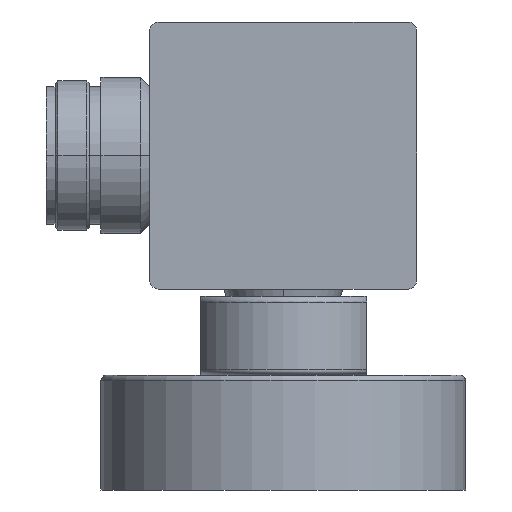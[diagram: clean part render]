
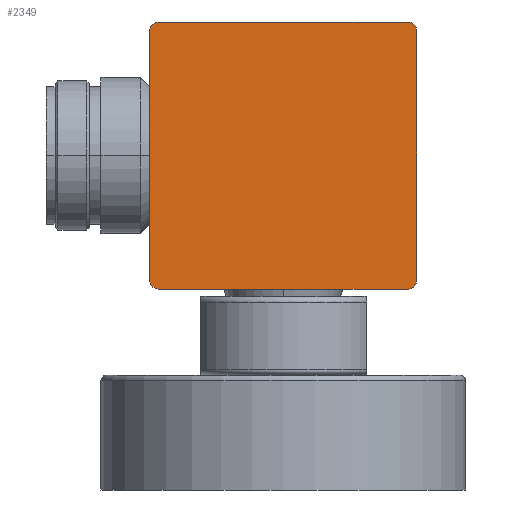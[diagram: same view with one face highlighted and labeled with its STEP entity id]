
A CAD part, left-side view. The second image highlights one B-rep face of the part: STEP entity #2349.
In plain terms, the highlighted planar face has unit normal (-1, 0, 0).
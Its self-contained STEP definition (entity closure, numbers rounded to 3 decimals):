
#24=DIRECTION('',(0.,-1.,0.));
#25=VECTOR('',#24,43.5);
#26=CARTESIAN_POINT('',(-95.,21.75,23.25));
#27=LINE('',#26,#25);
#40=CARTESIAN_POINT('',(-95.,-21.75,21.75));
#41=DIRECTION('',(-1.,0.,0.));
#42=DIRECTION('',(0.,-1.,0.));
#43=AXIS2_PLACEMENT_3D('',#40,#41,#42);
#60=CARTESIAN_POINT('',(-95.,21.75,21.75));
#61=DIRECTION('',(-1.,0.,0.));
#62=DIRECTION('',(0.,0.,1.));
#63=AXIS2_PLACEMENT_3D('',#60,#61,#62);
#70=DIRECTION('',(0.,0.,1.));
#71=VECTOR('',#70,43.5);
#72=CARTESIAN_POINT('',(-95.,23.25,-21.75));
#73=LINE('',#72,#71);
#86=CARTESIAN_POINT('',(-95.,21.75,-21.75));
#87=DIRECTION('',(-1.,0.,0.));
#88=DIRECTION('',(0.,1.,0.));
#89=AXIS2_PLACEMENT_3D('',#86,#87,#88);
#108=DIRECTION('',(0.,1.,0.));
#109=VECTOR('',#108,43.5);
#110=CARTESIAN_POINT('',(-95.,-21.75,-23.25));
#111=LINE('',#110,#109);
#112=CARTESIAN_POINT('',(-95.,-21.75,-21.75));
#113=DIRECTION('',(-1.,0.,0.));
#114=DIRECTION('',(0.,0.,-1.));
#115=AXIS2_PLACEMENT_3D('',#112,#113,#114);
#134=DIRECTION('',(0.,0.,-1.));
#135=VECTOR('',#134,43.5);
#136=CARTESIAN_POINT('',(-95.,-23.25,21.75));
#137=LINE('',#136,#135);
#1997=CARTESIAN_POINT('',(-95.,21.75,23.25));
#1998=CARTESIAN_POINT('',(-95.,-21.75,23.25));
#1999=VERTEX_POINT('',#1997);
#2000=VERTEX_POINT('',#1998);
#2001=CARTESIAN_POINT('',(-95.,-23.25,21.75));
#2002=CARTESIAN_POINT('',(-95.,-23.25,-21.75));
#2003=VERTEX_POINT('',#2001);
#2004=VERTEX_POINT('',#2002);
#2005=CARTESIAN_POINT('',(-95.,-21.75,-23.25));
#2006=CARTESIAN_POINT('',(-95.,21.75,-23.25));
#2007=VERTEX_POINT('',#2005);
#2008=VERTEX_POINT('',#2006);
#2009=CARTESIAN_POINT('',(-95.,23.25,-21.75));
#2010=CARTESIAN_POINT('',(-95.,23.25,21.75));
#2011=VERTEX_POINT('',#2009);
#2012=VERTEX_POINT('',#2010);
#2327=CARTESIAN_POINT('',(-95.,0.,0.));
#2328=DIRECTION('',(1.,0.,0.));
#2329=DIRECTION('',(0.,1.,0.));
#2330=AXIS2_PLACEMENT_3D('',#2327,#2328,#2329);
#2331=PLANE('',#2330);
#2332=ORIENTED_EDGE('',*,*,#2309,.T.);
#2334=ORIENTED_EDGE('',*,*,#2333,.F.);
#2336=ORIENTED_EDGE('',*,*,#2335,.T.);
#2338=ORIENTED_EDGE('',*,*,#2337,.F.);
#2340=ORIENTED_EDGE('',*,*,#2339,.T.);
#2342=ORIENTED_EDGE('',*,*,#2341,.F.);
#2344=ORIENTED_EDGE('',*,*,#2343,.T.);
#2346=ORIENTED_EDGE('',*,*,#2345,.F.);
#2347=EDGE_LOOP('',(#2332,#2334,#2336,#2338,#2340,#2342,#2344,#2346));
#2348=FACE_OUTER_BOUND('',#2347,.F.);
#2349=ADVANCED_FACE('',(#2348),#2331,.F.);
#44=CIRCLE('',#43,1.5);
#64=CIRCLE('',#63,1.5);
#90=CIRCLE('',#89,1.5);
#116=CIRCLE('',#115,1.5);
#2309=EDGE_CURVE('',#1999,#2000,#27,.T.);
#2333=EDGE_CURVE('',#2003,#2000,#44,.T.);
#2335=EDGE_CURVE('',#2003,#2004,#137,.T.);
#2337=EDGE_CURVE('',#2007,#2004,#116,.T.);
#2339=EDGE_CURVE('',#2007,#2008,#111,.T.);
#2341=EDGE_CURVE('',#2011,#2008,#90,.T.);
#2343=EDGE_CURVE('',#2011,#2012,#73,.T.);
#2345=EDGE_CURVE('',#1999,#2012,#64,.T.);
